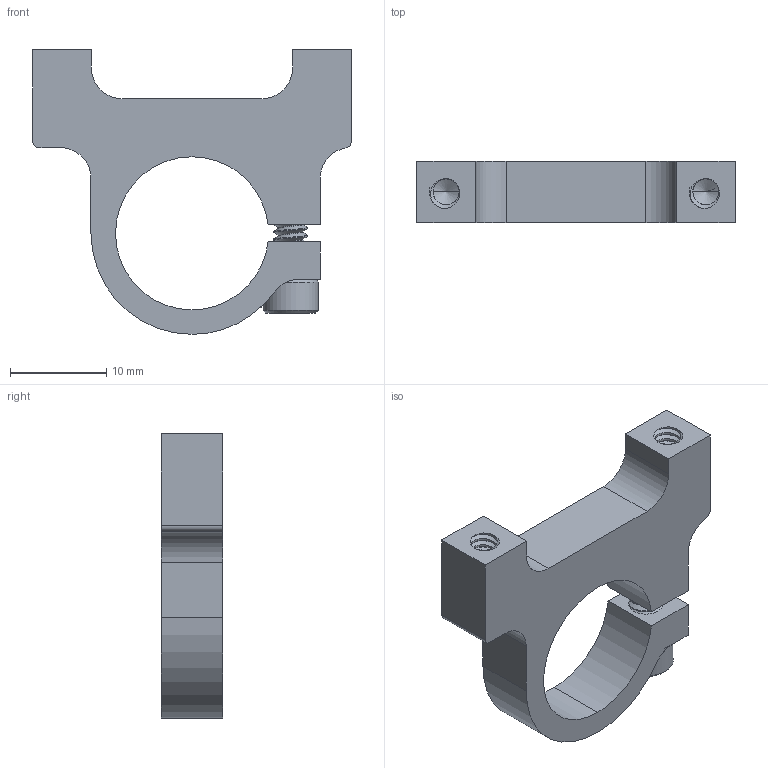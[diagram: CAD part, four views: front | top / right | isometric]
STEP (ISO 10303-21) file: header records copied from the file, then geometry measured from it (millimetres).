
FILE_DESCRIPTION (( 'STEP AP203' ), '1' );
FILE_NAME ('585548 assembly.STEP', '2016-08-23T15:00:14', ( '' ), ( '' ), 'SwSTEP 2.0', 'SolidWorks 2014', '' );
FILE_SCHEMA (( 'CONFIG_CONTROL_DESIGN' ));
Length unit declared in the file: inch
Products named in the file (3): 632110_90128A121; 585548 assembly; 585548
Assembly tree (2 placements, depth 2):
  585548 assembly
    585548
    632110_90128A121
Bounding box: 33.02 x 6.35 x 29.53 mm (x, y, z)
Volume: 2653.2 mm3; surface area: 2627.4 mm2
Topology: 2 solids, 2 shells, 233 faces, 659 edges, 429 vertices
Faces by surface type: cylinder 175, plane 28, cone 22, bspline 8
Entity records: 12844 total; most frequent: CARTESIAN_POINT 7478, ORIENTED_EDGE 1306, DIRECTION 849, EDGE_CURVE 653, VERTEX_POINT 429, AXIS2_PLACEMENT_3D 304, LINE 241, VECTOR 241
